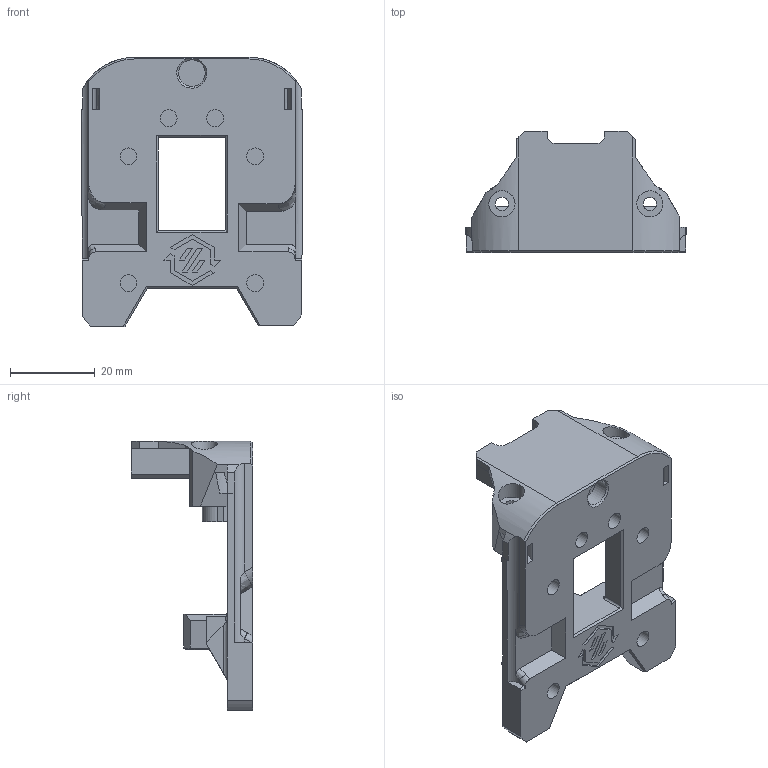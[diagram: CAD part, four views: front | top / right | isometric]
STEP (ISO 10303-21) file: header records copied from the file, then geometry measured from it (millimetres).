
FILE_DESCRIPTION(/* description */ ('STEP AP242','CAx-IF Rec.Pracs.---Representation and Presentation of Product Manufacturing Information (PMI)---4.0---2014-10-13','CAx-IF Rec.Pracs.---3D Tessellated Geometry---0.4---2014-09-14','2;1'),/* implementation_level */ '2;1');
FILE_NAME(/* name */ '683f49fd97ea1d75d3aa931f',/* time_stamp */ '2025-06-03T19:16:14Z',/* author */ (''),/* organization */ (''),/* preprocessor_version */ 'ST-DEVELOPER v20',/* originating_system */ 'ONSHAPE BY PTC INC, 1.198',/* authorisation */ ' ');
FILE_SCHEMA (('AP242_MANAGED_MODEL_BASED_3D_ENGINEERING_MIM_LF { 1 0 10303 442 1 1 4 }'));
Length unit declared in the file: metre
Products named in the file (1): Plate (1)
Bounding box: 52.41 x 28.72 x 63.77 mm (x, y, z)
Volume: 22337.8 mm3; surface area: 11532.9 mm2
Topology: 1 solids, 3 shells, 364 faces, 951 edges, 621 vertices
Faces by surface type: plane 286, cylinder 68, cone 6, bspline 4
Full cylindrical faces by diameter (mm): 1.8 x1, 2 x1, 2.8 x4, 3 x4, 3.1 x3, 4 x6, 4.7 x2, 6.1 x1, 6.2 x4, 6.3 x1
Entity records: 10983 total; most frequent: CARTESIAN_POINT 2150, ORIENTED_EDGE 1810, DIRECTION 1748, EDGE_CURVE 905, LINE 732, VECTOR 732, VERTEX_POINT 605, AXIS2_PLACEMENT_3D 508
